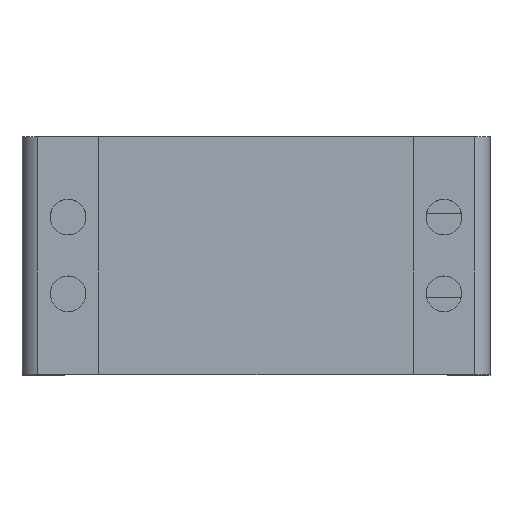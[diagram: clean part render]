
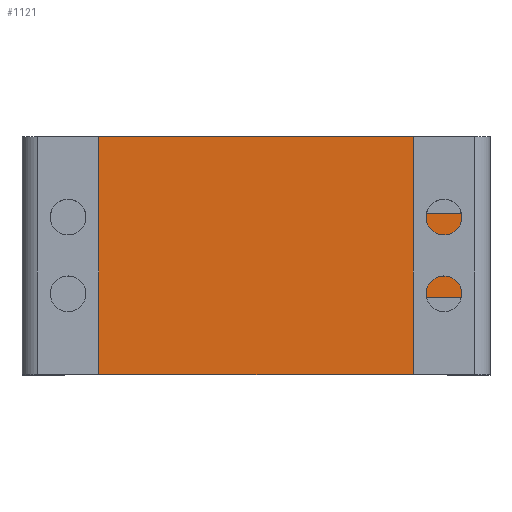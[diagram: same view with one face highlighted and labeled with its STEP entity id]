
A CAD part, top view. The second image highlights one B-rep face of the part: STEP entity #1121.
In plain terms, the highlighted planar face has unit normal (0, 0, 1).
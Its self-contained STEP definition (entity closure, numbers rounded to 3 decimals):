
#77=PLANE('',#1217);
#117=FACE_OUTER_BOUND('',#186,.T.);
#186=EDGE_LOOP('',(#863,#864,#865,#866,#867,#868,#869,#870));
#277=LINE('',#1730,#384);
#281=LINE('',#1738,#388);
#284=LINE('',#1743,#391);
#285=LINE('',#1746,#392);
#290=LINE('',#1757,#397);
#297=LINE('',#1770,#404);
#298=LINE('',#1771,#405);
#299=LINE('',#1772,#406);
#384=VECTOR('',#1385,10.);
#388=VECTOR('',#1389,10.);
#391=VECTOR('',#1394,10.);
#392=VECTOR('',#1397,10.);
#397=VECTOR('',#1406,10.);
#404=VECTOR('',#1417,10.);
#405=VECTOR('',#1418,10.);
#406=VECTOR('',#1419,10.);
#535=VERTEX_POINT('',#1727);
#536=VERTEX_POINT('',#1729);
#539=VERTEX_POINT('',#1735);
#540=VERTEX_POINT('',#1737);
#541=VERTEX_POINT('',#1741);
#542=VERTEX_POINT('',#1745);
#545=VERTEX_POINT('',#1755);
#546=VERTEX_POINT('',#1756);
#652=EDGE_CURVE('',#536,#535,#277,.T.);
#656=EDGE_CURVE('',#540,#539,#281,.T.);
#659=EDGE_CURVE('',#541,#535,#284,.T.);
#660=EDGE_CURVE('',#542,#540,#285,.T.);
#665=EDGE_CURVE('',#545,#546,#290,.T.);
#672=EDGE_CURVE('',#542,#541,#297,.T.);
#673=EDGE_CURVE('',#539,#545,#298,.T.);
#674=EDGE_CURVE('',#546,#536,#299,.T.);
#863=ORIENTED_EDGE('',*,*,#652,.T.);
#864=ORIENTED_EDGE('',*,*,#659,.F.);
#865=ORIENTED_EDGE('',*,*,#672,.F.);
#866=ORIENTED_EDGE('',*,*,#660,.T.);
#867=ORIENTED_EDGE('',*,*,#656,.T.);
#868=ORIENTED_EDGE('',*,*,#673,.T.);
#869=ORIENTED_EDGE('',*,*,#665,.T.);
#870=ORIENTED_EDGE('',*,*,#674,.T.);
#1121=ADVANCED_FACE('',(#117),#77,.T.);
#1217=AXIS2_PLACEMENT_3D('',#1769,#1415,#1416);
#1385=DIRECTION('',(0.,1.,0.));
#1389=DIRECTION('',(0.,1.,0.));
#1394=DIRECTION('',(-1.,0.,0.));
#1397=DIRECTION('',(-1.,0.,0.));
#1406=DIRECTION('',(0.,-1.,0.));
#1415=DIRECTION('center_axis',(0.,0.,1.));
#1416=DIRECTION('ref_axis',(1.,0.,0.));
#1417=DIRECTION('',(0.,-1.,0.));
#1418=DIRECTION('',(-1.,0.,0.));
#1419=DIRECTION('',(1.,0.,0.));
#1727=CARTESIAN_POINT('',(49.,10.,4.));
#1729=CARTESIAN_POINT('',(49.,0.,4.));
#1730=CARTESIAN_POINT('',(49.,23.25,4.));
#1735=CARTESIAN_POINT('',(49.,31.,4.));
#1737=CARTESIAN_POINT('',(49.,21.,4.));
#1738=CARTESIAN_POINT('',(49.,23.25,4.));
#1741=CARTESIAN_POINT('',(57.,10.,4.));
#1743=CARTESIAN_POINT('',(57.,10.,4.));
#1745=CARTESIAN_POINT('',(57.,21.,4.));
#1746=CARTESIAN_POINT('',(57.,21.,4.));
#1755=CARTESIAN_POINT('',(8.,31.,4.));
#1756=CARTESIAN_POINT('',(8.,0.,4.));
#1757=CARTESIAN_POINT('',(8.,7.75,4.));
#1769=CARTESIAN_POINT('Origin',(28.5,15.5,4.));
#1770=CARTESIAN_POINT('',(57.,10.5,4.));
#1771=CARTESIAN_POINT('',(57.,31.,4.));
#1772=CARTESIAN_POINT('',(0.,0.,4.));
